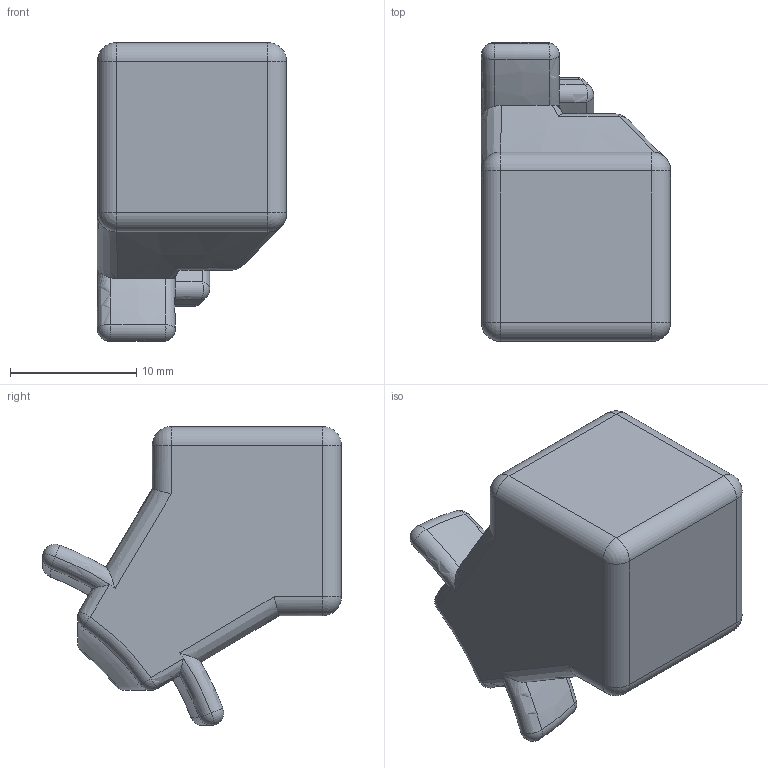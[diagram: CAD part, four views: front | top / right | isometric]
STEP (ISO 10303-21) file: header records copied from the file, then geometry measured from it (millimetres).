
FILE_DESCRIPTION (( 'STEP AP203' ), '1' );
FILE_NAME ('5.STEP', '2025-03-19T09:07:48', ( '' ), ( '' ), 'SwSTEP 2.0', 'SolidWorks 2023', '' );
FILE_SCHEMA (( 'CONFIG_CONTROL_DESIGN' ));
Length unit declared in the file: millimetre
Products named in the file (1): 5
Bounding box: 15 x 23.7 x 23.7 mm (x, y, z)
Volume: 4106.7 mm3; surface area: 1649 mm2
Topology: 1 solids, 1 shells, 113 faces, 266 edges, 143 vertices
Faces by surface type: sphere 34, torus 27, bspline 18, plane 14, cylinder 13, cone 7
Entity records: 3536 total; most frequent: CARTESIAN_POINT 1086, DIRECTION 524, ORIENTED_EDGE 496, EDGE_CURVE 248, AXIS2_PLACEMENT_3D 242, CIRCLE 146, VERTEX_POINT 137, EDGE_LOOP 113
